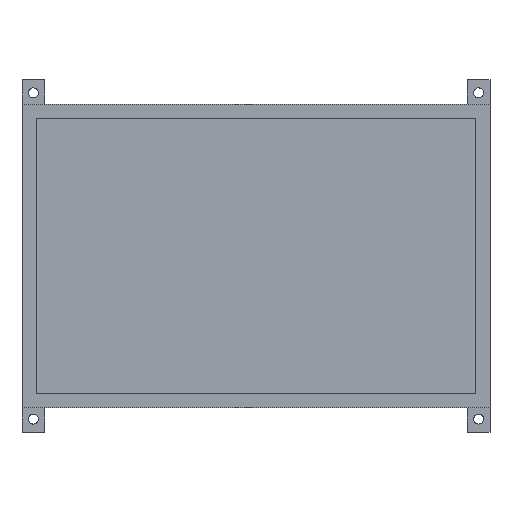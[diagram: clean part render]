
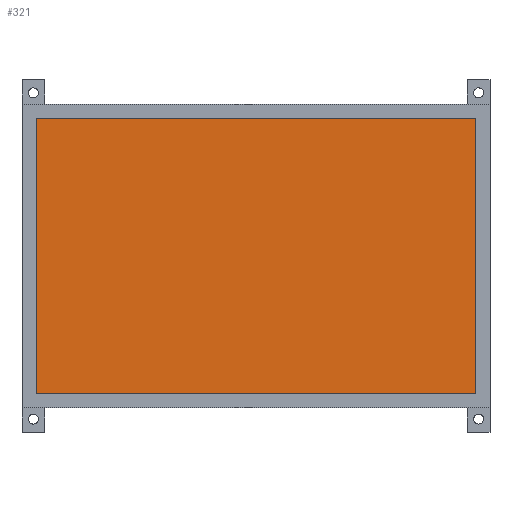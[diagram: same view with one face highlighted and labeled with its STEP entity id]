
A CAD part, front view. The second image highlights one B-rep face of the part: STEP entity #321.
In plain terms, the highlighted free-form (B-spline) face has degree [1, 1] with [2, 2] control points.
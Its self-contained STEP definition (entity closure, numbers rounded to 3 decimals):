
#89 = VERTEX_POINT('',#90);
#90 = CARTESIAN_POINT('',(-98.106,-6.333,
    -61.41));
#95 = EDGE_CURVE('',#96,#89,#98,.T.);
#96 = VERTEX_POINT('',#97);
#97 = CARTESIAN_POINT('',(-98.106,-6.333,61.41
    ));
#98 = B_SPLINE_CURVE_WITH_KNOTS('',1,(#99,#100),.UNSPECIFIED.,.F.,.F.,(2
    ,2),(-96.96,0.),.PIECEWISE_BEZIER_KNOTS.);
#99 = CARTESIAN_POINT('',(-98.106,-6.333,61.41
    ));
#100 = CARTESIAN_POINT('',(-98.106,-6.333,
    -61.41));
#117 = VERTEX_POINT('',#118);
#118 = CARTESIAN_POINT('',(98.106,-6.333,
    -61.41));
#123 = EDGE_CURVE('',#89,#117,#124,.T.);
#124 = B_SPLINE_CURVE_WITH_KNOTS('',1,(#125,#126),.UNSPECIFIED.,.F.,.F.,
  (2,2),(-154.9,0.),.PIECEWISE_BEZIER_KNOTS.);
#125 = CARTESIAN_POINT('',(-98.106,-6.333,
    -61.41));
#126 = CARTESIAN_POINT('',(98.106,-6.333,
    -61.41));
#289 = EDGE_CURVE('',#290,#96,#292,.T.);
#290 = VERTEX_POINT('',#291);
#291 = CARTESIAN_POINT('',(98.106,-6.333,
    61.41));
#292 = B_SPLINE_CURVE_WITH_KNOTS('',1,(#293,#294),.UNSPECIFIED.,.F.,.F.,
  (2,2),(-154.9,0.),.PIECEWISE_BEZIER_KNOTS.);
#293 = CARTESIAN_POINT('',(98.106,-6.333,
    61.41));
#294 = CARTESIAN_POINT('',(-98.106,-6.333,
    61.41));
#311 = EDGE_CURVE('',#117,#290,#312,.T.);
#312 = B_SPLINE_CURVE_WITH_KNOTS('',1,(#313,#314),.UNSPECIFIED.,.F.,.F.,
  (2,2),(-96.96,0.),.PIECEWISE_BEZIER_KNOTS.);
#313 = CARTESIAN_POINT('',(98.106,-6.333,
    -61.41));
#314 = CARTESIAN_POINT('',(98.106,-6.333,
    61.41));
#321 = ADVANCED_FACE('',(#322),#328,.T.);
#322 = FACE_BOUND('',#323,.T.);
#323 = EDGE_LOOP('',(#324,#325,#326,#327));
#324 = ORIENTED_EDGE('',*,*,#123,.T.);
#325 = ORIENTED_EDGE('',*,*,#311,.T.);
#326 = ORIENTED_EDGE('',*,*,#289,.T.);
#327 = ORIENTED_EDGE('',*,*,#95,.T.);
#328 = B_SPLINE_SURFACE_WITH_KNOTS('',1,1,(
    (#329,#330)
    ,(#331,#332
    )),.UNSPECIFIED.,.F.,.F.,.F.,(2,2),(2,2),(-48.48,48.48),(-77.45,
    77.45),.PIECEWISE_BEZIER_KNOTS.);
#329 = CARTESIAN_POINT('',(-98.106,-6.333,
    61.41));
#330 = CARTESIAN_POINT('',(98.106,-6.333,
    61.41));
#331 = CARTESIAN_POINT('',(-98.106,-6.333,
    -61.41));
#332 = CARTESIAN_POINT('',(98.106,-6.333,
    -61.41));
